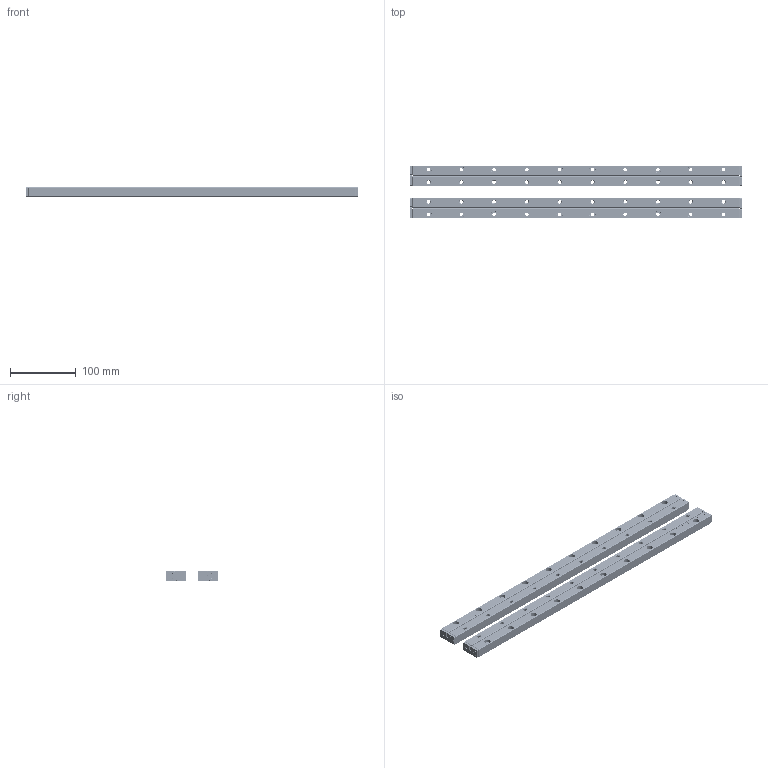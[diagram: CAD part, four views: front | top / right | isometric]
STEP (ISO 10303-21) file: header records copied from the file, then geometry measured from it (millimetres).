
FILE_DESCRIPTION(/* description */ (''),/* implementation_level */ '2;1');
FILE_NAME(/* name */ 'Set RSDE-6500x51KRE_stp.stp',/* time_stamp */ '2025-05-14T14:01:27+02:00',/* author */ (''),/* organization */ (''),/* preprocessor_version */ 'ST-DEVELOPER v16.7',/* originating_system */ 'SIEMENS PLM Software NX 12.0',/* authorisation */ '');
FILE_SCHEMA (('AUTOMOTIVE_DESIGN { 1 0 10303 214 3 1 1 1 }'));
Products named in the file (1): Set RSDE-6500x51KRE_stp
Bounding box: 506.4 x 80 x 15 mm (x, y, z)
Volume: 414973.2 mm3; surface area: 185272.5 mm2
Topology: 130 solids, 130 shells, 4678 faces, 12432 edges, 8098 vertices
Faces by surface type: plane 2272, cylinder 1502, cone 544, bspline 360
Full cylindrical faces by diameter (mm): 0.8 x424, 4 x104, 4.3 x8, 5 x8, 5.2 x48, 6 x110, 9.5 x40, 10 x8
Entity records: 148017 total; most frequent: CARTESIAN_POINT 28159, DIRECTION 22550, ORIENTED_EDGE 21448, EDGE_CURVE 10724, AXIS2_PLACEMENT_3D 8259, VERTEX_POINT 7692, EDGE_LOOP 6984, LINE 6032
